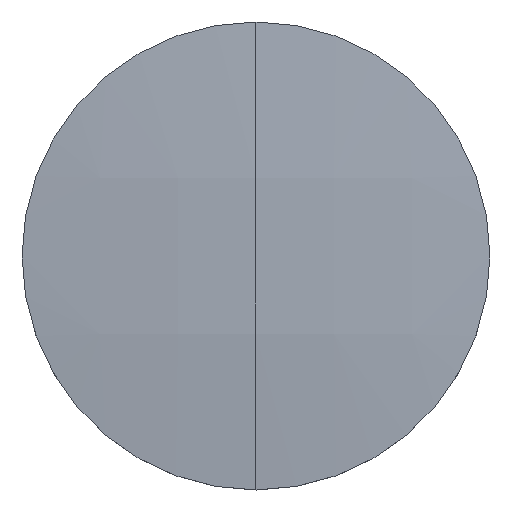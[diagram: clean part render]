
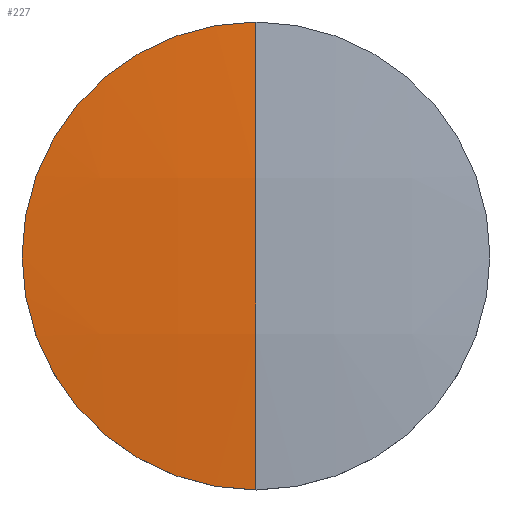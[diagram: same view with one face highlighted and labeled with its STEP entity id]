
A CAD part, top view. The second image highlights one B-rep face of the part: STEP entity #227.
In plain terms, the highlighted free-form (B-spline) face has degree [3, 3] with [4, 4] control points.
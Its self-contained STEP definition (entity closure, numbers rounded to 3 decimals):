
#9 = CARTESIAN_POINT ( 'NONE',  ( -4.272, 4.296, 3.394 ) ) ;
#16 = CARTESIAN_POINT ( 'NONE',  ( -4.272, -4.296, 3.394 ) ) ;
#18 = DIRECTION ( 'NONE',  ( -1., 0., 0. ) ) ;
#22 = CIRCLE ( 'NONE', #185, 12.7 ) ;
#25 = CARTESIAN_POINT ( 'NONE',  ( 0., 0., 2.632 ) ) ;
#31 = CARTESIAN_POINT ( 'NONE',  ( 0., -12.7, 2.632 ) ) ;
#55 = CARTESIAN_POINT ( 'NONE',  ( -8.493, 12.852, 2.428 ) ) ;
#58 = DIRECTION ( 'NONE',  ( 0., 0., -1. ) ) ;
#60 = AXIS2_PLACEMENT_3D ( 'NONE', #25, #189, #61 ) ;
#61 = DIRECTION ( 'NONE',  ( 1., 0., 0. ) ) ;
#79 = CARTESIAN_POINT ( 'NONE',  ( -4.248, 12.852, 2.618 ) ) ;
#83 = CARTESIAN_POINT ( 'NONE',  ( -8.493, -12.852, 2.428 ) ) ;
#85 = CARTESIAN_POINT ( 'NONE',  ( 0., 4.296, 3.394 ) ) ;
#86 = EDGE_CURVE ( 'NONE', #214, #186, #88, .T. ) ;
#88 = CIRCLE ( 'NONE', #60, 12.7 ) ;
#100 = CARTESIAN_POINT ( 'NONE',  ( 0., 0., 2.632 ) ) ;
#105 = CARTESIAN_POINT ( 'NONE',  ( -12.724, 12.852, 2.046 ) ) ;
#106 = EDGE_CURVE ( 'NONE', #191, #214, #22, .T. ) ;
#109 = CARTESIAN_POINT ( 'NONE',  ( -12.7, 0., 2.632 ) ) ;
#125 = ORIENTED_EDGE ( 'NONE', *, *, #86, .F. ) ;
#131 = CARTESIAN_POINT ( 'NONE',  ( -4.248, -12.852, 2.618 ) ) ;
#165 = CIRCLE ( 'NONE', #232, 142.3 ) ;
#167 = CARTESIAN_POINT ( 'NONE',  ( -12.793, 4.296, 2.819 ) ) ;
#170 = EDGE_LOOP ( 'NONE', ( #208, #279, #125 ) ) ;
#174 = CARTESIAN_POINT ( 'NONE',  ( 0., 12.7, 2.632 ) ) ;
#175 = CARTESIAN_POINT ( 'NONE',  ( -8.539, -4.296, 3.202 ) ) ;
#185 = AXIS2_PLACEMENT_3D ( 'NONE', #100, #58, #218 ) ;
#186 = VERTEX_POINT ( 'NONE', #174 ) ;
#189 = DIRECTION ( 'NONE',  ( 0., 0., -1. ) ) ;
#191 = VERTEX_POINT ( 'NONE', #31 ) ;
#208 = ORIENTED_EDGE ( 'NONE', *, *, #106, .F. ) ;
#209 = EDGE_CURVE ( 'NONE', #191, #186, #165, .T. ) ;
#214 = VERTEX_POINT ( 'NONE', #109 ) ;
#215 = CARTESIAN_POINT ( 'NONE',  ( 0., 12.852, 2.618 ) ) ;
#218 = DIRECTION ( 'NONE',  ( 1., 0., 0. ) ) ;
#222 = CARTESIAN_POINT ( 'NONE',  ( -12.793, -4.296, 2.819 ) ) ;
#223 = CARTESIAN_POINT ( 'NONE',  ( 0., 0., -139.1 ) ) ;
#227 = ADVANCED_FACE ( 'NONE', ( #295 ), #230, .T. ) ;
#230 =( BOUNDED_SURFACE ( )  B_SPLINE_SURFACE ( 3, 3, ( 
 ( #265, #131, #83, #246 ),
 ( #294, #16, #175, #222 ),
 ( #85, #9, #240, #167 ),
 ( #215, #79, #55, #105 ) ),
 .UNSPECIFIED., .F., .F., .T. ) 
 B_SPLINE_SURFACE_WITH_KNOTS ( ( 4, 4 ),
 ( 4, 4 ),
 ( 0., 1. ),
 ( 0., 1. ),
 .UNSPECIFIED. ) 
 GEOMETRIC_REPRESENTATION_ITEM ( )  RATIONAL_B_SPLINE_SURFACE ( (
 ( 1., 0.999, 0.999, 1.),
 ( 0.997, 0.997, 0.997, 0.997),
 ( 0.997, 0.997, 0.997, 0.997),
 ( 1., 0.999, 0.999, 1.) ) ) 
 REPRESENTATION_ITEM ( '' )  SURFACE ( )  );
#232 = AXIS2_PLACEMENT_3D ( 'NONE', #223, #18, #292 ) ;
#240 = CARTESIAN_POINT ( 'NONE',  ( -8.539, 4.296, 3.202 ) ) ;
#246 = CARTESIAN_POINT ( 'NONE',  ( -12.724, -12.852, 2.046 ) ) ;
#265 = CARTESIAN_POINT ( 'NONE',  ( 0., -12.852, 2.618 ) ) ;
#279 = ORIENTED_EDGE ( 'NONE', *, *, #209, .T. ) ;
#292 = DIRECTION ( 'NONE',  ( 0., -1., 0. ) ) ;
#294 = CARTESIAN_POINT ( 'NONE',  ( 0., -4.296, 3.394 ) ) ;
#295 = FACE_OUTER_BOUND ( 'NONE', #170, .T. ) ;
